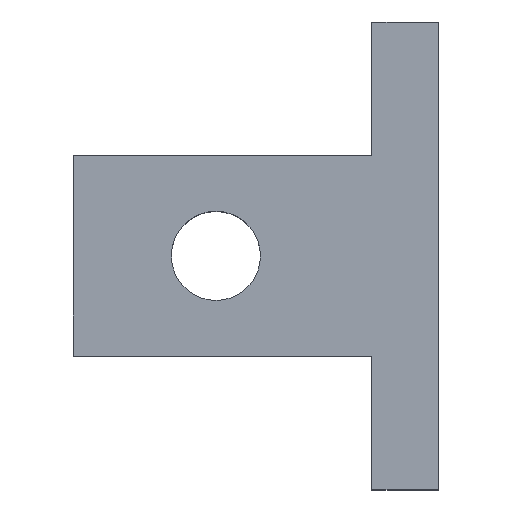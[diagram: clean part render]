
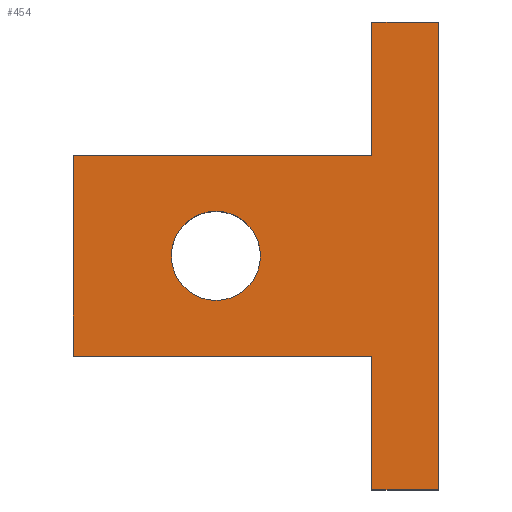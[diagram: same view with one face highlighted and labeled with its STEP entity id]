
A CAD part, top view. The second image highlights one B-rep face of the part: STEP entity #454.
In plain terms, the highlighted planar face has unit normal (0, 0, 1).
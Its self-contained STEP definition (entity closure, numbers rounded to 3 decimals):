
#11 = VECTOR ( 'NONE', #604, 1000. ) ;
#15 = CARTESIAN_POINT ( 'NONE',  ( 3.6, -9., 14. ) ) ;
#16 = CARTESIAN_POINT ( 'NONE',  ( -4., 0., 14. ) ) ;
#18 = ORIENTED_EDGE ( 'NONE', *, *, #513, .T. ) ;
#25 = VERTEX_POINT ( 'NONE', #143 ) ;
#31 = CARTESIAN_POINT ( 'NONE',  ( 3.6, 0., 14. ) ) ;
#34 = CARTESIAN_POINT ( 'NONE',  ( 14., 21., 14. ) ) ;
#39 = CARTESIAN_POINT ( 'NONE',  ( 20., 21., 14. ) ) ;
#47 = CARTESIAN_POINT ( 'NONE',  ( 20., -21., 14. ) ) ;
#48 = LINE ( 'NONE', #544, #293 ) ;
#50 = LINE ( 'NONE', #666, #436 ) ;
#59 = EDGE_CURVE ( 'NONE', #211, #464, #50, .T. ) ;
#63 = VECTOR ( 'NONE', #527, 1000. ) ;
#74 = ORIENTED_EDGE ( 'NONE', *, *, #236, .T. ) ;
#84 = EDGE_LOOP ( 'NONE', ( #597, #450 ) ) ;
#91 = PLANE ( 'NONE',  #583 ) ;
#97 = DIRECTION ( 'NONE',  ( 1., 0., 0. ) ) ;
#99 = EDGE_CURVE ( 'NONE', #699, #502, #593, .T. ) ;
#101 = CIRCLE ( 'NONE', #271, 4. ) ;
#104 = DIRECTION ( 'NONE',  ( -1., 0., 0. ) ) ;
#143 = CARTESIAN_POINT ( 'NONE',  ( 14., -21., 14. ) ) ;
#160 = CARTESIAN_POINT ( 'NONE',  ( 14., 9., 14. ) ) ;
#168 = EDGE_CURVE ( 'NONE', #464, #694, #734, .T. ) ;
#185 = VECTOR ( 'NONE', #490, 1000. ) ;
#196 = ORIENTED_EDGE ( 'NONE', *, *, #781, .T. ) ;
#206 = VERTEX_POINT ( 'NONE', #212 ) ;
#211 = VERTEX_POINT ( 'NONE', #305 ) ;
#212 = CARTESIAN_POINT ( 'NONE',  ( 4., 0., 14. ) ) ;
#236 = EDGE_CURVE ( 'NONE', #25, #493, #486, .T. ) ;
#252 = EDGE_LOOP ( 'NONE', ( #496, #196, #509, #403, #18, #74, #754, #310 ) ) ;
#259 = DIRECTION ( 'NONE',  ( 1., 0., 0. ) ) ;
#261 = FACE_BOUND ( 'NONE', #84, .T. ) ;
#271 = AXIS2_PLACEMENT_3D ( 'NONE', #391, #765, #97 ) ;
#293 = VECTOR ( 'NONE', #104, 1000. ) ;
#301 = CIRCLE ( 'NONE', #503, 4. ) ;
#305 = CARTESIAN_POINT ( 'NONE',  ( -12.8, 9., 14. ) ) ;
#308 = CARTESIAN_POINT ( 'NONE',  ( 3.6, -21., 14. ) ) ;
#310 = ORIENTED_EDGE ( 'NONE', *, *, #421, .T. ) ;
#320 = VERTEX_POINT ( 'NONE', #39 ) ;
#334 = LINE ( 'NONE', #521, #725 ) ;
#348 = LINE ( 'NONE', #714, #63 ) ;
#355 = CARTESIAN_POINT ( 'NONE',  ( 20., 0., 14. ) ) ;
#391 = CARTESIAN_POINT ( 'NONE',  ( 0., 0., 14. ) ) ;
#403 = ORIENTED_EDGE ( 'NONE', *, *, #168, .T. ) ;
#404 = DIRECTION ( 'NONE',  ( 0., -1., 0. ) ) ;
#406 = CARTESIAN_POINT ( 'NONE',  ( 0., 0., 14. ) ) ;
#421 = EDGE_CURVE ( 'NONE', #320, #699, #48, .T. ) ;
#435 = CARTESIAN_POINT ( 'NONE',  ( -12.8, -9., 14. ) ) ;
#436 = VECTOR ( 'NONE', #519, 1000. ) ;
#437 = VERTEX_POINT ( 'NONE', #16 ) ;
#448 = DIRECTION ( 'NONE',  ( -1., 0., 0. ) ) ;
#450 = ORIENTED_EDGE ( 'NONE', *, *, #498, .T. ) ;
#454 = ADVANCED_FACE ( 'NONE', ( #261, #504 ), #91, .T. ) ;
#458 = DIRECTION ( 'NONE',  ( 0., 0., -1. ) ) ;
#464 = VERTEX_POINT ( 'NONE', #435 ) ;
#472 = CARTESIAN_POINT ( 'NONE',  ( 14., 0., 14. ) ) ;
#486 = LINE ( 'NONE', #308, #185 ) ;
#490 = DIRECTION ( 'NONE',  ( 1., 0., 0. ) ) ;
#493 = VERTEX_POINT ( 'NONE', #47 ) ;
#496 = ORIENTED_EDGE ( 'NONE', *, *, #99, .T. ) ;
#498 = EDGE_CURVE ( 'NONE', #437, #206, #301, .T. ) ;
#502 = VERTEX_POINT ( 'NONE', #160 ) ;
#503 = AXIS2_PLACEMENT_3D ( 'NONE', #406, #458, #710 ) ;
#504 = FACE_OUTER_BOUND ( 'NONE', #252, .T. ) ;
#509 = ORIENTED_EDGE ( 'NONE', *, *, #59, .T. ) ;
#513 = EDGE_CURVE ( 'NONE', #694, #25, #348, .T. ) ;
#519 = DIRECTION ( 'NONE',  ( 0., -1., 0. ) ) ;
#521 = CARTESIAN_POINT ( 'NONE',  ( 3.6, 9., 14. ) ) ;
#527 = DIRECTION ( 'NONE',  ( 0., -1., 0. ) ) ;
#544 = CARTESIAN_POINT ( 'NONE',  ( 3.6, 21., 14. ) ) ;
#563 = EDGE_CURVE ( 'NONE', #493, #320, #670, .T. ) ;
#583 = AXIS2_PLACEMENT_3D ( 'NONE', #31, #751, #685 ) ;
#593 = LINE ( 'NONE', #472, #793 ) ;
#597 = ORIENTED_EDGE ( 'NONE', *, *, #766, .T. ) ;
#604 = DIRECTION ( 'NONE',  ( 0., 1., 0. ) ) ;
#663 = CARTESIAN_POINT ( 'NONE',  ( 14., -9., 14. ) ) ;
#666 = CARTESIAN_POINT ( 'NONE',  ( -12.8, 0., 14. ) ) ;
#670 = LINE ( 'NONE', #355, #11 ) ;
#683 = VECTOR ( 'NONE', #259, 1000. ) ;
#685 = DIRECTION ( 'NONE',  ( 1., 0., 0. ) ) ;
#694 = VERTEX_POINT ( 'NONE', #663 ) ;
#699 = VERTEX_POINT ( 'NONE', #34 ) ;
#710 = DIRECTION ( 'NONE',  ( 1., 0., 0. ) ) ;
#714 = CARTESIAN_POINT ( 'NONE',  ( 14., 0., 14. ) ) ;
#725 = VECTOR ( 'NONE', #448, 1000. ) ;
#734 = LINE ( 'NONE', #15, #683 ) ;
#751 = DIRECTION ( 'NONE',  ( 0., 0., 1. ) ) ;
#754 = ORIENTED_EDGE ( 'NONE', *, *, #563, .T. ) ;
#765 = DIRECTION ( 'NONE',  ( 0., 0., -1. ) ) ;
#766 = EDGE_CURVE ( 'NONE', #206, #437, #101, .T. ) ;
#781 = EDGE_CURVE ( 'NONE', #502, #211, #334, .T. ) ;
#793 = VECTOR ( 'NONE', #404, 1000. ) ;
